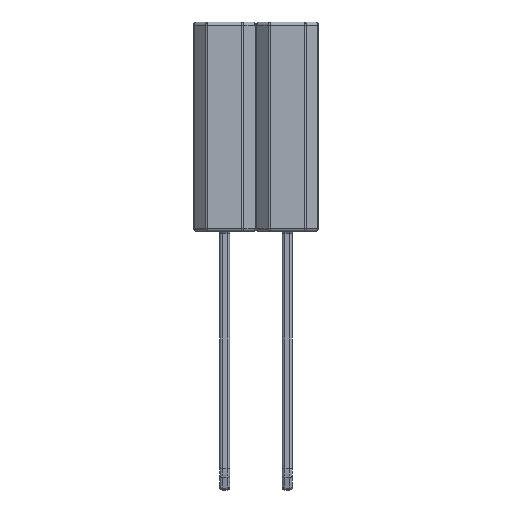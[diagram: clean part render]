
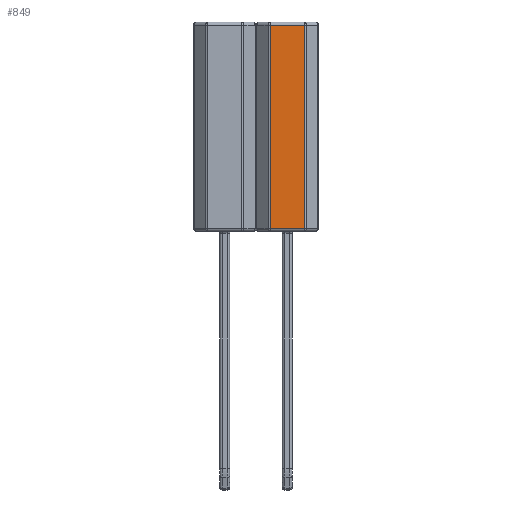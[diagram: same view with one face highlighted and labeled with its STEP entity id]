
A CAD part, left-side view. The second image highlights one B-rep face of the part: STEP entity #849.
In plain terms, the highlighted planar face has unit normal (-1, 0, 0).
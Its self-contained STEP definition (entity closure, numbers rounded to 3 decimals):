
#191 = CYLINDRICAL_SURFACE('',#192,0.125);
#192 = AXIS2_PLACEMENT_3D('',#193,#194,#195);
#193 = CARTESIAN_POINT('',(-1.145,0.692,0.));
#194 = DIRECTION('',(0.,0.,1.));
#195 = DIRECTION('',(-0.707,0.707,0.));
#296 = VERTEX_POINT('',#297);
#297 = CARTESIAN_POINT('',(-1.27,0.692,0.125));
#324 = EDGE_CURVE('',#296,#325,#327,.T.);
#325 = VERTEX_POINT('',#326);
#326 = CARTESIAN_POINT('',(-1.27,0.692,8.375));
#327 = SURFACE_CURVE('',#328,(#332,#339),.PCURVE_S1.);
#328 = LINE('',#329,#330);
#329 = CARTESIAN_POINT('',(-1.27,0.692,0.));
#330 = VECTOR('',#331,1.);
#331 = DIRECTION('',(0.,0.,1.));
#332 = PCURVE('',#191,#333);
#333 = DEFINITIONAL_REPRESENTATION('',(#334),#338);
#334 = LINE('',#335,#336);
#335 = CARTESIAN_POINT('',(0.785,0.));
#336 = VECTOR('',#337,1.);
#337 = DIRECTION('',(0.,1.));
#338 = ( GEOMETRIC_REPRESENTATION_CONTEXT(2) 
PARAMETRIC_REPRESENTATION_CONTEXT() REPRESENTATION_CONTEXT('2D SPACE',''
  ) );
#339 = PCURVE('',#340,#345);
#340 = PLANE('',#341);
#341 = AXIS2_PLACEMENT_3D('',#342,#343,#344);
#342 = CARTESIAN_POINT('',(-1.27,-0.744,0.));
#343 = DIRECTION('',(-1.,0.,0.));
#344 = DIRECTION('',(0.,1.,0.));
#345 = DEFINITIONAL_REPRESENTATION('',(#346),#350);
#346 = LINE('',#347,#348);
#347 = CARTESIAN_POINT('',(1.436,0.));
#348 = VECTOR('',#349,1.);
#349 = DIRECTION('',(0.,-1.));
#350 = ( GEOMETRIC_REPRESENTATION_CONTEXT(2) 
PARAMETRIC_REPRESENTATION_CONTEXT() REPRESENTATION_CONTEXT('2D SPACE',''
  ) );
#554 = CYLINDRICAL_SURFACE('',#555,0.125);
#555 = AXIS2_PLACEMENT_3D('',#556,#557,#558);
#556 = CARTESIAN_POINT('',(-1.145,-0.744,8.375));
#557 = DIRECTION('',(0.,1.,0.));
#558 = DIRECTION('',(-1.,0.,0.));
#836 = CYLINDRICAL_SURFACE('',#837,0.125);
#837 = AXIS2_PLACEMENT_3D('',#838,#839,#840);
#838 = CARTESIAN_POINT('',(-1.145,-0.744,0.125));
#839 = DIRECTION('',(0.,1.,0.));
#840 = DIRECTION('',(-1.,0.,0.));
#849 = ADVANCED_FACE('',(#850),#340,.T.);
#850 = FACE_BOUND('',#851,.T.);
#851 = EDGE_LOOP('',(#852,#875,#876,#899));
#852 = ORIENTED_EDGE('',*,*,#853,.T.);
#853 = EDGE_CURVE('',#854,#325,#856,.T.);
#854 = VERTEX_POINT('',#855);
#855 = CARTESIAN_POINT('',(-1.27,-0.692,8.375));
#856 = SURFACE_CURVE('',#857,(#861,#868),.PCURVE_S1.);
#857 = LINE('',#858,#859);
#858 = CARTESIAN_POINT('',(-1.27,-0.744,8.375));
#859 = VECTOR('',#860,1.);
#860 = DIRECTION('',(0.,1.,0.));
#861 = PCURVE('',#340,#862);
#862 = DEFINITIONAL_REPRESENTATION('',(#863),#867);
#863 = LINE('',#864,#865);
#864 = CARTESIAN_POINT('',(0.,-8.375));
#865 = VECTOR('',#866,1.);
#866 = DIRECTION('',(1.,0.));
#867 = ( GEOMETRIC_REPRESENTATION_CONTEXT(2) 
PARAMETRIC_REPRESENTATION_CONTEXT() REPRESENTATION_CONTEXT('2D SPACE',''
  ) );
#868 = PCURVE('',#554,#869);
#869 = DEFINITIONAL_REPRESENTATION('',(#870),#874);
#870 = LINE('',#871,#872);
#871 = CARTESIAN_POINT('',(0.,0.));
#872 = VECTOR('',#873,1.);
#873 = DIRECTION('',(0.,1.));
#874 = ( GEOMETRIC_REPRESENTATION_CONTEXT(2) 
PARAMETRIC_REPRESENTATION_CONTEXT() REPRESENTATION_CONTEXT('2D SPACE',''
  ) );
#875 = ORIENTED_EDGE('',*,*,#324,.F.);
#876 = ORIENTED_EDGE('',*,*,#877,.F.);
#877 = EDGE_CURVE('',#878,#296,#880,.T.);
#878 = VERTEX_POINT('',#879);
#879 = CARTESIAN_POINT('',(-1.27,-0.692,0.125));
#880 = SURFACE_CURVE('',#881,(#885,#892),.PCURVE_S1.);
#881 = LINE('',#882,#883);
#882 = CARTESIAN_POINT('',(-1.27,-0.744,0.125));
#883 = VECTOR('',#884,1.);
#884 = DIRECTION('',(0.,1.,0.));
#885 = PCURVE('',#340,#886);
#886 = DEFINITIONAL_REPRESENTATION('',(#887),#891);
#887 = LINE('',#888,#889);
#888 = CARTESIAN_POINT('',(0.,-0.125));
#889 = VECTOR('',#890,1.);
#890 = DIRECTION('',(1.,0.));
#891 = ( GEOMETRIC_REPRESENTATION_CONTEXT(2) 
PARAMETRIC_REPRESENTATION_CONTEXT() REPRESENTATION_CONTEXT('2D SPACE',''
  ) );
#892 = PCURVE('',#836,#893);
#893 = DEFINITIONAL_REPRESENTATION('',(#894),#898);
#894 = LINE('',#895,#896);
#895 = CARTESIAN_POINT('',(-0.,0.));
#896 = VECTOR('',#897,1.);
#897 = DIRECTION('',(-0.,1.));
#898 = ( GEOMETRIC_REPRESENTATION_CONTEXT(2) 
PARAMETRIC_REPRESENTATION_CONTEXT() REPRESENTATION_CONTEXT('2D SPACE',''
  ) );
#899 = ORIENTED_EDGE('',*,*,#900,.T.);
#900 = EDGE_CURVE('',#878,#854,#901,.T.);
#901 = SURFACE_CURVE('',#902,(#906,#913),.PCURVE_S1.);
#902 = LINE('',#903,#904);
#903 = CARTESIAN_POINT('',(-1.27,-0.692,0.));
#904 = VECTOR('',#905,1.);
#905 = DIRECTION('',(0.,0.,1.));
#906 = PCURVE('',#340,#907);
#907 = DEFINITIONAL_REPRESENTATION('',(#908),#912);
#908 = LINE('',#909,#910);
#909 = CARTESIAN_POINT('',(0.052,0.));
#910 = VECTOR('',#911,1.);
#911 = DIRECTION('',(0.,-1.));
#912 = ( GEOMETRIC_REPRESENTATION_CONTEXT(2) 
PARAMETRIC_REPRESENTATION_CONTEXT() REPRESENTATION_CONTEXT('2D SPACE',''
  ) );
#913 = PCURVE('',#914,#919);
#914 = CYLINDRICAL_SURFACE('',#915,0.125);
#915 = AXIS2_PLACEMENT_3D('',#916,#917,#918);
#916 = CARTESIAN_POINT('',(-1.145,-0.692,0.));
#917 = DIRECTION('',(0.,0.,1.));
#918 = DIRECTION('',(-1.,0.,0.));
#919 = DEFINITIONAL_REPRESENTATION('',(#920),#924);
#920 = LINE('',#921,#922);
#921 = CARTESIAN_POINT('',(0.,0.));
#922 = VECTOR('',#923,1.);
#923 = DIRECTION('',(0.,1.));
#924 = ( GEOMETRIC_REPRESENTATION_CONTEXT(2) 
PARAMETRIC_REPRESENTATION_CONTEXT() REPRESENTATION_CONTEXT('2D SPACE',''
  ) );
